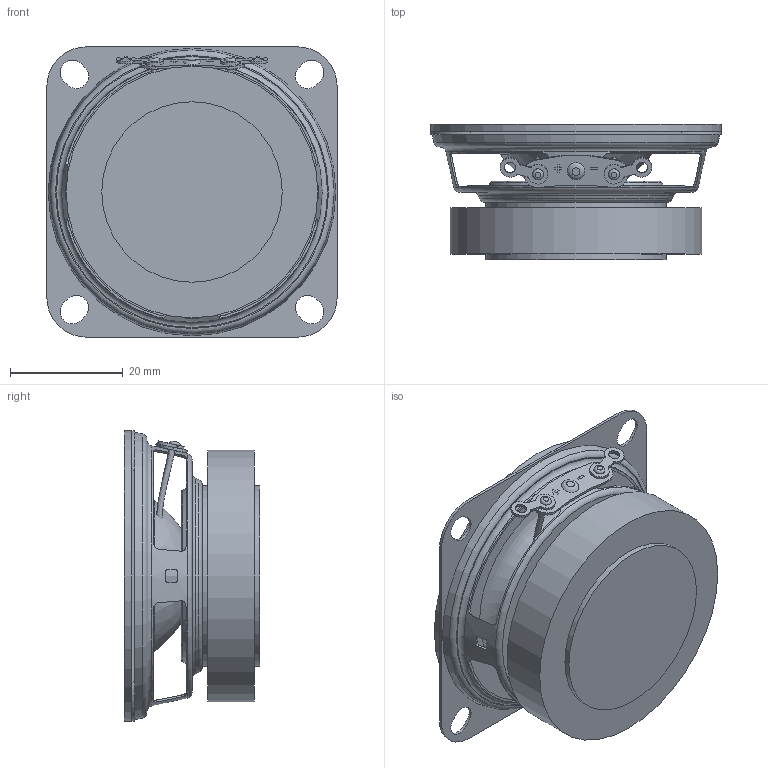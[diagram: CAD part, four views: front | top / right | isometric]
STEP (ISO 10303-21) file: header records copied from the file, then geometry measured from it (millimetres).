
FILE_DESCRIPTION(('HOOPS Exchange Step'),'2;1');
FILE_NAME('7691da1884ba408b7b839df65468e22d20221206-1-slbzqf.x_t.step','2022-12-06T19:15:42+00:00',('root'),('Unknown organisation'),'HOOPS Exchange 2021.0','HOOPS Exchange','Unknown authorisation');
FILE_SCHEMA( ('AUTOMOTIVE_DESIGN { 1 0 10303 214 1 1 1 1 }') );
Length unit declared in the file: millimetre
Products named in the file (1): 4 Ohm 3 W Speaker
Bounding box: 51.5 x 24.02 x 51.5 mm (x, y, z)
Volume: 21883.1 mm3; surface area: 20049.3 mm2
Topology: 13 solids, 13 shells, 232 faces, 617 edges, 419 vertices
Faces by surface type: plane 104, cylinder 88, torus 21, cone 12, bspline 7
Full cylindrical faces by diameter (mm): 2 x10, 32 x2, 44.65 x1, 47.022 x1, 51.5 x1
Entity records: 8518 total; most frequent: CARTESIAN_POINT 2544, ORIENTED_EDGE 1232, DIRECTION 1226, EDGE_CURVE 616, AXIS2_PLACEMENT_3D 496, VERTEX_POINT 419, EDGE_LOOP 283, FACE_BOUND 283
